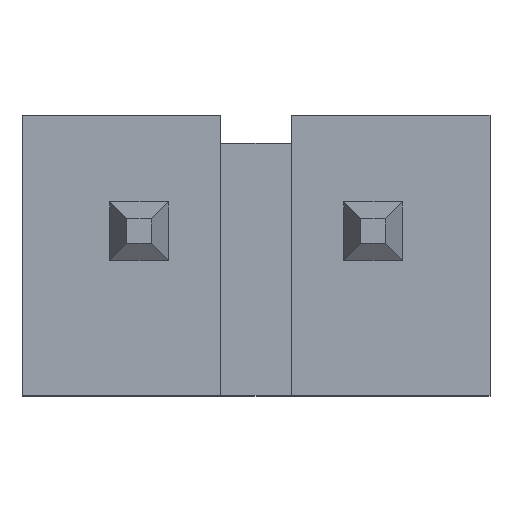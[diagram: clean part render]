
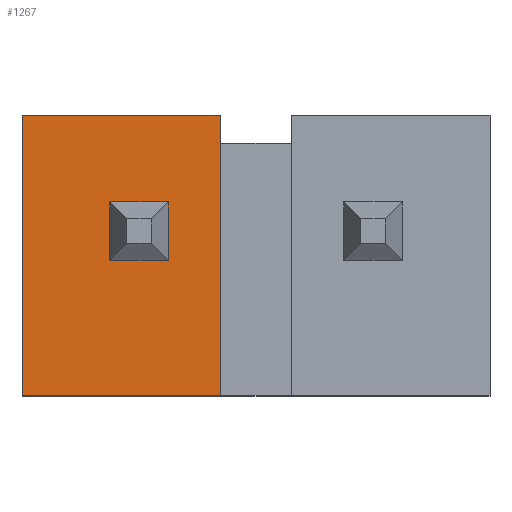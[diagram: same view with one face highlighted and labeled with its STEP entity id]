
A CAD part, top view. The second image highlights one B-rep face of the part: STEP entity #1267.
In plain terms, the highlighted planar face has unit normal (0, 0, 1).
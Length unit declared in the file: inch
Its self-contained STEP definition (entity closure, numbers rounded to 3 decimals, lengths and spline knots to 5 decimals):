
#303=ORIENTED_EDGE('',*,*,#539,.F.);
#304=ORIENTED_EDGE('',*,*,#540,.F.);
#305=ORIENTED_EDGE('',*,*,#541,.F.);
#306=ORIENTED_EDGE('',*,*,#542,.F.);
#307=ORIENTED_EDGE('',*,*,#524,.T.);
#308=ORIENTED_EDGE('',*,*,#543,.F.);
#309=ORIENTED_EDGE('',*,*,#544,.T.);
#310=ORIENTED_EDGE('',*,*,#545,.T.);
#524=EDGE_CURVE('',#657,#655,#796,.T.);
#539=EDGE_CURVE('',#671,#672,#811,.T.);
#540=EDGE_CURVE('',#673,#671,#812,.T.);
#541=EDGE_CURVE('',#674,#673,#813,.T.);
#542=EDGE_CURVE('',#672,#674,#814,.T.);
#543=EDGE_CURVE('',#675,#655,#815,.T.);
#544=EDGE_CURVE('',#675,#676,#816,.T.);
#545=EDGE_CURVE('',#676,#657,#817,.T.);
#655=VERTEX_POINT('',#1971);
#657=VERTEX_POINT('',#1974);
#671=VERTEX_POINT('',#2005);
#672=VERTEX_POINT('',#2006);
#673=VERTEX_POINT('',#2008);
#674=VERTEX_POINT('',#2010);
#675=VERTEX_POINT('',#2013);
#676=VERTEX_POINT('',#2015);
#796=LINE('',#1973,#956);
#811=LINE('',#2004,#971);
#812=LINE('',#2007,#972);
#813=LINE('',#2009,#973);
#814=LINE('',#2011,#974);
#815=LINE('',#2012,#975);
#816=LINE('',#2014,#976);
#817=LINE('',#2016,#977);
#956=VECTOR('',#1630,39.37008);
#971=VECTOR('',#1649,39.37008);
#972=VECTOR('',#1650,39.37008);
#973=VECTOR('',#1651,39.37008);
#974=VECTOR('',#1652,39.37008);
#975=VECTOR('',#1653,39.37008);
#976=VECTOR('',#1654,39.37008);
#977=VECTOR('',#1655,39.37008);
#1063=EDGE_LOOP('',(#303,#304,#305,#306));
#1064=EDGE_LOOP('',(#307,#308,#309,#310));
#1135=FACE_BOUND('',#1063,.T.);
#1136=FACE_BOUND('',#1064,.T.);
#1199=PLANE('',#1378);
#1267=ADVANCED_FACE('',(#1135,#1136),#1199,.T.);
#1378=AXIS2_PLACEMENT_3D('',#2003,#1647,#1648);
#1630=DIRECTION('',(1.,0.,0.));
#1647=DIRECTION('',(0.,0.,1.));
#1648=DIRECTION('',(1.,0.,0.));
#1649=DIRECTION('',(-1.,0.,0.));
#1650=DIRECTION('',(0.,1.,0.));
#1651=DIRECTION('',(1.,0.,0.));
#1652=DIRECTION('',(0.,-1.,0.));
#1653=DIRECTION('',(0.,-1.,0.));
#1654=DIRECTION('',(-1.,0.,0.));
#1655=DIRECTION('',(0.,-1.,0.));
#1971=CARTESIAN_POINT('',(-0.015,-0.06,0.05));
#1973=CARTESIAN_POINT('',(-0.1,-0.06,0.05));
#1974=CARTESIAN_POINT('',(-0.1,-0.06,0.05));
#2003=CARTESIAN_POINT('',(0.,0.,0.05));
#2004=CARTESIAN_POINT('',(-0.03775,0.02225,0.05));
#2005=CARTESIAN_POINT('',(-0.03775,0.02225,0.05));
#2006=CARTESIAN_POINT('',(-0.06225,0.02225,0.05));
#2007=CARTESIAN_POINT('',(-0.03775,-0.00225,0.05));
#2008=CARTESIAN_POINT('',(-0.03775,-0.00225,0.05));
#2009=CARTESIAN_POINT('',(-0.06225,-0.00225,0.05));
#2010=CARTESIAN_POINT('',(-0.06225,-0.00225,0.05));
#2011=CARTESIAN_POINT('',(-0.06225,0.02225,0.05));
#2012=CARTESIAN_POINT('',(-0.015,0.148,0.05));
#2013=CARTESIAN_POINT('',(-0.015,0.06,0.05));
#2014=CARTESIAN_POINT('',(0.1,0.06,0.05));
#2015=CARTESIAN_POINT('',(-0.1,0.06,0.05));
#2016=CARTESIAN_POINT('',(-0.1,0.06,0.05));
